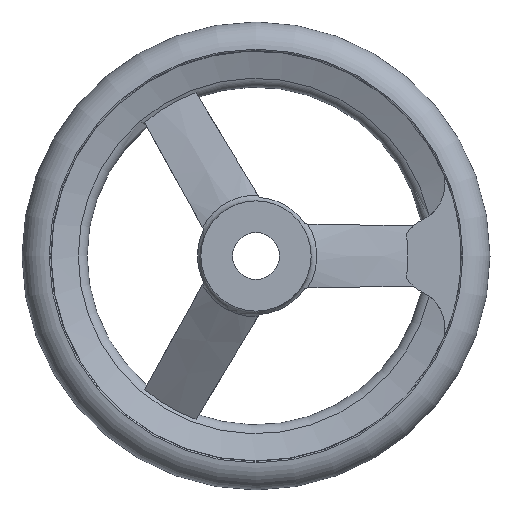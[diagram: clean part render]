
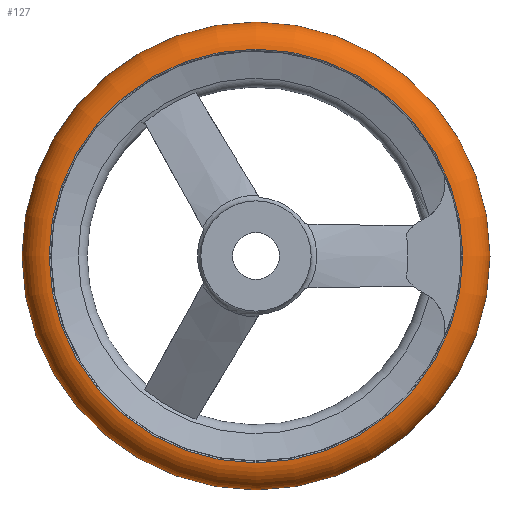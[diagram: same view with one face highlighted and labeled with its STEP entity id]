
A CAD part, front view. The second image highlights one B-rep face of the part: STEP entity #127.
In plain terms, the highlighted toroidal (fillet/blend) face has major radius 61.5 mm and minor radius 8.5 mm.
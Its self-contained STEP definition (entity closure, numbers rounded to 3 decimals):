
#127 = ADVANCED_FACE( '', ( #270, #271, #272 ), #273, .T. );
#270 = FACE_BOUND( '', #412, .T. );
#271 = FACE_OUTER_BOUND( '', #413, .T. );
#272 = FACE_OUTER_BOUND( '', #414, .T. );
#273 = TOROIDAL_SURFACE( '', #415, 61.5, 8.5 );
#412 = VERTEX_LOOP( '', #719 );
#413 = EDGE_LOOP( '', ( #720 ) );
#414 = EDGE_LOOP( '', ( #721 ) );
#415 = AXIS2_PLACEMENT_3D( '', #722, #723, #724 );
#719 = VERTEX_POINT( '', #914 );
#720 = ORIENTED_EDGE( '', *, *, #831, .T. );
#721 = ORIENTED_EDGE( '', *, *, #846, .F. );
#722 = CARTESIAN_POINT( '', ( 0., 29.5, 0. ) );
#723 = DIRECTION( '', ( 0., -1., 0. ) );
#724 = DIRECTION( '', ( 0., 0., -1. ) );
#831 = EDGE_CURVE( '', #1002, #1002, #1003, .T. );
#846 = EDGE_CURVE( '', #1027, #1027, #1028, .T. );
#914 = CARTESIAN_POINT( '', ( 0., 29.5, -70. ) );
#1002 = VERTEX_POINT( '', #1348 );
#1003 = CIRCLE( '', #1349, 61.854 );
#1027 = VERTEX_POINT( '', #1403 );
#1028 = CIRCLE( '', #1404, 61.854 );
#1348 = CARTESIAN_POINT( '', ( 0., 37.993, -61.854 ) );
#1349 = AXIS2_PLACEMENT_3D( '', #1822, #1823, #1824 );
#1403 = CARTESIAN_POINT( '', ( 0., 21.007, -61.854 ) );
#1404 = AXIS2_PLACEMENT_3D( '', #1841, #1842, #1843 );
#1822 = CARTESIAN_POINT( '', ( 0., 37.993, 0. ) );
#1823 = DIRECTION( '', ( 0., -1., 0. ) );
#1824 = DIRECTION( '', ( 0., 0., -1. ) );
#1841 = CARTESIAN_POINT( '', ( 0., 21.007, 0. ) );
#1842 = DIRECTION( '', ( 0., -1., 0. ) );
#1843 = DIRECTION( '', ( 0., 0., -1. ) );
